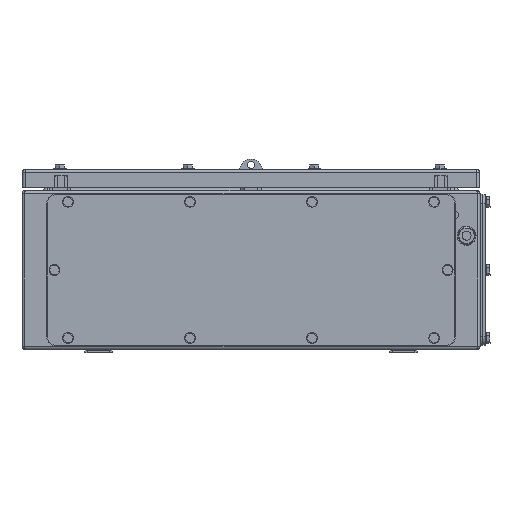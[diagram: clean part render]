
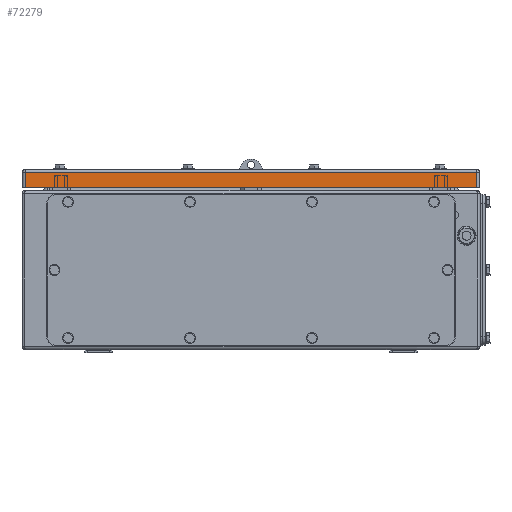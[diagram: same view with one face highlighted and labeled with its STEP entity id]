
A CAD part, left-side view. The second image highlights one B-rep face of the part: STEP entity #72279.
In plain terms, the highlighted planar face has unit normal (-1, 0, 0).
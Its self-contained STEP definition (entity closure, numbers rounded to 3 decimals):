
#72252=AXIS2_PLACEMENT_3D('Plane Axis2P3D',#72249,#72250,#72251) ;
#71678=CARTESIAN_POINT('Vertex',(41.,14.5,200.5)) ;
#71685=CARTESIAN_POINT('Vertex',(41.,515.5,200.5)) ;
#71688=CARTESIAN_POINT('Line Origine',(41.,265.,200.5)) ;
#72249=CARTESIAN_POINT('Axis2P3D Location',(41.,11.5,183.5)) ;
#72254=CARTESIAN_POINT('Line Origine',(41.,14.5,192.)) ;
#72258=CARTESIAN_POINT('Vertex',(41.,14.5,183.5)) ;
#72261=CARTESIAN_POINT('Line Origine',(41.,515.5,192.)) ;
#72265=CARTESIAN_POINT('Vertex',(41.,515.5,183.5)) ;
#72268=CARTESIAN_POINT('Line Origine',(41.,265.,183.5)) ;
#71689=DIRECTION('Vector Direction',(0.,1.,0.)) ;
#72250=DIRECTION('Axis2P3D Direction',(-1.,0.,0.)) ;
#72251=DIRECTION('Axis2P3D XDirection',(0.,-1.,0.)) ;
#72255=DIRECTION('Vector Direction',(0.,0.,1.)) ;
#72262=DIRECTION('Vector Direction',(0.,0.,-1.)) ;
#72269=DIRECTION('Vector Direction',(0.,-1.,0.)) ;
#71690=VECTOR('Line Direction',#71689,1.) ;
#72256=VECTOR('Line Direction',#72255,1.) ;
#72263=VECTOR('Line Direction',#72262,1.) ;
#72270=VECTOR('Line Direction',#72269,1.) ;
#72274=ORIENTED_EDGE('',*,*,#72260,.T.) ;
#72275=ORIENTED_EDGE('',*,*,#71692,.T.) ;
#72276=ORIENTED_EDGE('',*,*,#72267,.T.) ;
#72277=ORIENTED_EDGE('',*,*,#72272,.T.) ;
#72279=ADVANCED_FACE('Cover',(#72278),#72253,.T.) ;
#71692=EDGE_CURVE('',#71679,#71686,#71691,.T.) ;
#72260=EDGE_CURVE('',#72259,#71679,#72257,.T.) ;
#72267=EDGE_CURVE('',#71686,#72266,#72264,.T.) ;
#72272=EDGE_CURVE('',#72266,#72259,#72271,.T.) ;
#72273=EDGE_LOOP('',(#72274,#72275,#72276,#72277)) ;
#72278=FACE_OUTER_BOUND('',#72273,.T.) ;
#71691=LINE('Line',#71688,#71690) ;
#72257=LINE('Line',#72254,#72256) ;
#72264=LINE('Line',#72261,#72263) ;
#72271=LINE('Line',#72268,#72270) ;
#72253=PLANE('',#72252) ;
#71679=VERTEX_POINT('',#71678) ;
#71686=VERTEX_POINT('',#71685) ;
#72259=VERTEX_POINT('',#72258) ;
#72266=VERTEX_POINT('',#72265) ;
